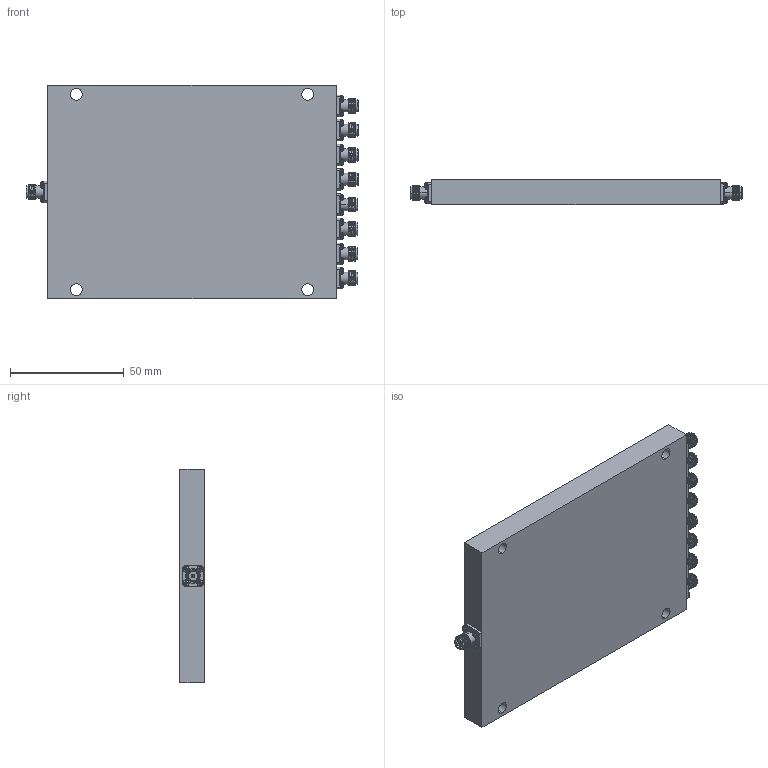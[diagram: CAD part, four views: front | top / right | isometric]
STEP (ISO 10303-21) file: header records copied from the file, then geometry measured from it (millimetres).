
FILE_DESCRIPTION (( 'STEP AP214' ), '1' );
FILE_NAME ('APD-8-0R518G-292FF-MS.STEP', '2021-11-23T22:01:59', ( '' ), ( '' ), 'SwSTEP 2.0', 'SolidWorks 2021', '' );
FILE_SCHEMA (( 'AUTOMOTIVE_DESIGN' ));
Length unit declared in the file: inch
Products named in the file (1): APD-8-0R518G-292FF-MS
Bounding box: 145.9 x 11.05 x 93.98 mm (x, y, z)
Volume: 133919.9 mm3; surface area: 58765 mm2
Topology: 83 solids, 83 shells, 3574 faces, 10274 edges, 7248 vertices
Faces by surface type: cylinder 1322, plane 1316, torus 558, cone 288, sphere 72, bspline 18
Entity records: 182932 total; most frequent: CARTESIAN_POINT 42368, ORIENTED_EDGE 20476, DIRECTION 18745, EDGE_CURVE 10238, AXIS2_PLACEMENT_3D 7353, VERTEX_POINT 7248, EDGE_LOOP 4072, VECTOR 4039
